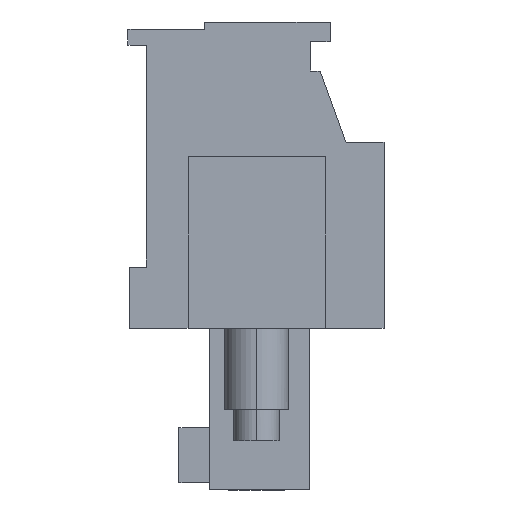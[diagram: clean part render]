
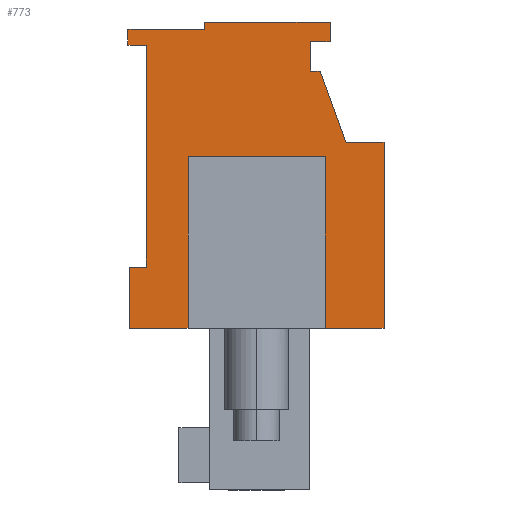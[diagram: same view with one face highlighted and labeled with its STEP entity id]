
A CAD part, left-side view. The second image highlights one B-rep face of the part: STEP entity #773.
In plain terms, the highlighted planar face has unit normal (-1, 0, 0).
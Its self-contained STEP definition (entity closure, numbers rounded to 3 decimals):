
#625=AXIS2_PLACEMENT_3D('Plane Axis2P3D',#622,#623,#624) ;
#42=CARTESIAN_POINT('Vertex',(4.8,3.,18.3)) ;
#45=CARTESIAN_POINT('Line Origine',(4.8,3.,17.7)) ;
#49=CARTESIAN_POINT('Vertex',(4.8,3.,17.1)) ;
#76=CARTESIAN_POINT('Line Origine',(4.8,2.6,18.3)) ;
#80=CARTESIAN_POINT('Vertex',(4.8,2.2,18.3)) ;
#622=CARTESIAN_POINT('Axis2P3D Location',(4.8,5.2,6.6)) ;
#627=CARTESIAN_POINT('Line Origine',(4.8,1.2,6.6)) ;
#631=CARTESIAN_POINT('Vertex',(4.8,0.,6.6)) ;
#633=CARTESIAN_POINT('Vertex',(4.8,2.4,6.6)) ;
#636=CARTESIAN_POINT('Line Origine',(4.8,0.,10.4)) ;
#640=CARTESIAN_POINT('Vertex',(4.8,0.,14.2)) ;
#643=CARTESIAN_POINT('Line Origine',(4.8,0.775,14.2)) ;
#647=CARTESIAN_POINT('Vertex',(4.8,1.55,14.2)) ;
#650=CARTESIAN_POINT('Line Origine',(4.8,2.078,15.65)) ;
#654=CARTESIAN_POINT('Vertex',(4.8,2.606,17.1)) ;
#657=CARTESIAN_POINT('Line Origine',(4.8,2.803,17.1)) ;
#662=CARTESIAN_POINT('Line Origine',(4.8,2.2,18.7)) ;
#666=CARTESIAN_POINT('Vertex',(4.8,2.2,19.1)) ;
#669=CARTESIAN_POINT('Line Origine',(4.8,4.76,19.1)) ;
#673=CARTESIAN_POINT('Vertex',(4.8,7.32,19.1)) ;
#676=CARTESIAN_POINT('Line Origine',(4.8,7.32,18.95)) ;
#680=CARTESIAN_POINT('Vertex',(4.8,7.32,18.8)) ;
#683=CARTESIAN_POINT('Line Origine',(4.8,8.885,18.8)) ;
#687=CARTESIAN_POINT('Vertex',(4.8,10.45,18.8)) ;
#690=CARTESIAN_POINT('Line Origine',(4.8,10.45,18.475)) ;
#694=CARTESIAN_POINT('Vertex',(4.8,10.45,18.15)) ;
#697=CARTESIAN_POINT('Line Origine',(4.8,10.075,18.15)) ;
#701=CARTESIAN_POINT('Vertex',(4.8,9.7,18.15)) ;
#704=CARTESIAN_POINT('Line Origine',(4.8,9.7,13.625)) ;
#708=CARTESIAN_POINT('Vertex',(4.8,9.7,9.1)) ;
#711=CARTESIAN_POINT('Line Origine',(4.8,10.05,9.1)) ;
#715=CARTESIAN_POINT('Vertex',(4.8,10.4,9.1)) ;
#718=CARTESIAN_POINT('Line Origine',(4.8,10.4,7.85)) ;
#722=CARTESIAN_POINT('Vertex',(4.8,10.4,6.6)) ;
#725=CARTESIAN_POINT('Line Origine',(4.8,9.2,6.6)) ;
#729=CARTESIAN_POINT('Vertex',(4.8,8.,6.6)) ;
#732=CARTESIAN_POINT('Line Origine',(4.8,8.,10.1)) ;
#736=CARTESIAN_POINT('Vertex',(4.8,8.,13.6)) ;
#739=CARTESIAN_POINT('Line Origine',(4.8,5.2,13.6)) ;
#743=CARTESIAN_POINT('Vertex',(4.8,2.4,13.6)) ;
#746=CARTESIAN_POINT('Line Origine',(4.8,2.4,10.1)) ;
#46=DIRECTION('Vector Direction',(0.,0.,1.)) ;
#77=DIRECTION('Vector Direction',(0.,1.,0.)) ;
#623=DIRECTION('Axis2P3D Direction',(-1.,0.,0.)) ;
#624=DIRECTION('Axis2P3D XDirection',(0.,-1.,0.)) ;
#628=DIRECTION('Vector Direction',(0.,1.,0.)) ;
#637=DIRECTION('Vector Direction',(0.,0.,-1.)) ;
#644=DIRECTION('Vector Direction',(0.,1.,0.)) ;
#651=DIRECTION('Vector Direction',(0.,0.342,0.94)) ;
#658=DIRECTION('Vector Direction',(0.,1.,0.)) ;
#663=DIRECTION('Vector Direction',(0.,0.,1.)) ;
#670=DIRECTION('Vector Direction',(0.,1.,0.)) ;
#677=DIRECTION('Vector Direction',(0.,0.,1.)) ;
#684=DIRECTION('Vector Direction',(0.,1.,0.)) ;
#691=DIRECTION('Vector Direction',(0.,0.,-1.)) ;
#698=DIRECTION('Vector Direction',(0.,-1.,0.)) ;
#705=DIRECTION('Vector Direction',(0.,0.,-1.)) ;
#712=DIRECTION('Vector Direction',(0.,-1.,0.)) ;
#719=DIRECTION('Vector Direction',(0.,0.,1.)) ;
#726=DIRECTION('Vector Direction',(0.,1.,0.)) ;
#733=DIRECTION('Vector Direction',(0.,0.,-1.)) ;
#740=DIRECTION('Vector Direction',(0.,-1.,0.)) ;
#747=DIRECTION('Vector Direction',(0.,0.,-1.)) ;
#47=VECTOR('Line Direction',#46,1.) ;
#78=VECTOR('Line Direction',#77,1.) ;
#629=VECTOR('Line Direction',#628,1.) ;
#638=VECTOR('Line Direction',#637,1.) ;
#645=VECTOR('Line Direction',#644,1.) ;
#652=VECTOR('Line Direction',#651,1.) ;
#659=VECTOR('Line Direction',#658,1.) ;
#664=VECTOR('Line Direction',#663,1.) ;
#671=VECTOR('Line Direction',#670,1.) ;
#678=VECTOR('Line Direction',#677,1.) ;
#685=VECTOR('Line Direction',#684,1.) ;
#692=VECTOR('Line Direction',#691,1.) ;
#699=VECTOR('Line Direction',#698,1.) ;
#706=VECTOR('Line Direction',#705,1.) ;
#713=VECTOR('Line Direction',#712,1.) ;
#720=VECTOR('Line Direction',#719,1.) ;
#727=VECTOR('Line Direction',#726,1.) ;
#734=VECTOR('Line Direction',#733,1.) ;
#741=VECTOR('Line Direction',#740,1.) ;
#748=VECTOR('Line Direction',#747,1.) ;
#752=ORIENTED_EDGE('',*,*,#635,.F.) ;
#753=ORIENTED_EDGE('',*,*,#642,.F.) ;
#754=ORIENTED_EDGE('',*,*,#649,.T.) ;
#755=ORIENTED_EDGE('',*,*,#656,.T.) ;
#756=ORIENTED_EDGE('',*,*,#661,.T.) ;
#757=ORIENTED_EDGE('',*,*,#51,.T.) ;
#758=ORIENTED_EDGE('',*,*,#82,.F.) ;
#759=ORIENTED_EDGE('',*,*,#668,.T.) ;
#760=ORIENTED_EDGE('',*,*,#675,.T.) ;
#761=ORIENTED_EDGE('',*,*,#682,.F.) ;
#762=ORIENTED_EDGE('',*,*,#689,.T.) ;
#763=ORIENTED_EDGE('',*,*,#696,.T.) ;
#764=ORIENTED_EDGE('',*,*,#703,.T.) ;
#765=ORIENTED_EDGE('',*,*,#710,.T.) ;
#766=ORIENTED_EDGE('',*,*,#717,.F.) ;
#767=ORIENTED_EDGE('',*,*,#724,.F.) ;
#768=ORIENTED_EDGE('',*,*,#731,.F.) ;
#769=ORIENTED_EDGE('',*,*,#738,.F.) ;
#770=ORIENTED_EDGE('',*,*,#745,.T.) ;
#771=ORIENTED_EDGE('',*,*,#750,.T.) ;
#773=ADVANCED_FACE('HOUSING',(#772),#626,.T.) ;
#51=EDGE_CURVE('',#50,#43,#48,.T.) ;
#82=EDGE_CURVE('',#81,#43,#79,.T.) ;
#635=EDGE_CURVE('',#632,#634,#630,.T.) ;
#642=EDGE_CURVE('',#641,#632,#639,.T.) ;
#649=EDGE_CURVE('',#641,#648,#646,.T.) ;
#656=EDGE_CURVE('',#648,#655,#653,.T.) ;
#661=EDGE_CURVE('',#655,#50,#660,.T.) ;
#668=EDGE_CURVE('',#81,#667,#665,.T.) ;
#675=EDGE_CURVE('',#667,#674,#672,.T.) ;
#682=EDGE_CURVE('',#681,#674,#679,.T.) ;
#689=EDGE_CURVE('',#681,#688,#686,.T.) ;
#696=EDGE_CURVE('',#688,#695,#693,.T.) ;
#703=EDGE_CURVE('',#695,#702,#700,.T.) ;
#710=EDGE_CURVE('',#702,#709,#707,.T.) ;
#717=EDGE_CURVE('',#716,#709,#714,.T.) ;
#724=EDGE_CURVE('',#723,#716,#721,.T.) ;
#731=EDGE_CURVE('',#730,#723,#728,.T.) ;
#738=EDGE_CURVE('',#737,#730,#735,.T.) ;
#745=EDGE_CURVE('',#737,#744,#742,.T.) ;
#750=EDGE_CURVE('',#744,#634,#749,.T.) ;
#751=EDGE_LOOP('',(#752,#753,#754,#755,#756,#757,#758,#759,#760,#761,#762,#763,#764,#765,#766,#767,#768,#769,#770,#771)) ;
#772=FACE_OUTER_BOUND('',#751,.T.) ;
#48=LINE('Line',#45,#47) ;
#79=LINE('Line',#76,#78) ;
#630=LINE('Line',#627,#629) ;
#639=LINE('Line',#636,#638) ;
#646=LINE('Line',#643,#645) ;
#653=LINE('Line',#650,#652) ;
#660=LINE('Line',#657,#659) ;
#665=LINE('Line',#662,#664) ;
#672=LINE('Line',#669,#671) ;
#679=LINE('Line',#676,#678) ;
#686=LINE('Line',#683,#685) ;
#693=LINE('Line',#690,#692) ;
#700=LINE('Line',#697,#699) ;
#707=LINE('Line',#704,#706) ;
#714=LINE('Line',#711,#713) ;
#721=LINE('Line',#718,#720) ;
#728=LINE('Line',#725,#727) ;
#735=LINE('Line',#732,#734) ;
#742=LINE('Line',#739,#741) ;
#749=LINE('Line',#746,#748) ;
#626=PLANE('',#625) ;
#43=VERTEX_POINT('',#42) ;
#50=VERTEX_POINT('',#49) ;
#81=VERTEX_POINT('',#80) ;
#632=VERTEX_POINT('',#631) ;
#634=VERTEX_POINT('',#633) ;
#641=VERTEX_POINT('',#640) ;
#648=VERTEX_POINT('',#647) ;
#655=VERTEX_POINT('',#654) ;
#667=VERTEX_POINT('',#666) ;
#674=VERTEX_POINT('',#673) ;
#681=VERTEX_POINT('',#680) ;
#688=VERTEX_POINT('',#687) ;
#695=VERTEX_POINT('',#694) ;
#702=VERTEX_POINT('',#701) ;
#709=VERTEX_POINT('',#708) ;
#716=VERTEX_POINT('',#715) ;
#723=VERTEX_POINT('',#722) ;
#730=VERTEX_POINT('',#729) ;
#737=VERTEX_POINT('',#736) ;
#744=VERTEX_POINT('',#743) ;
